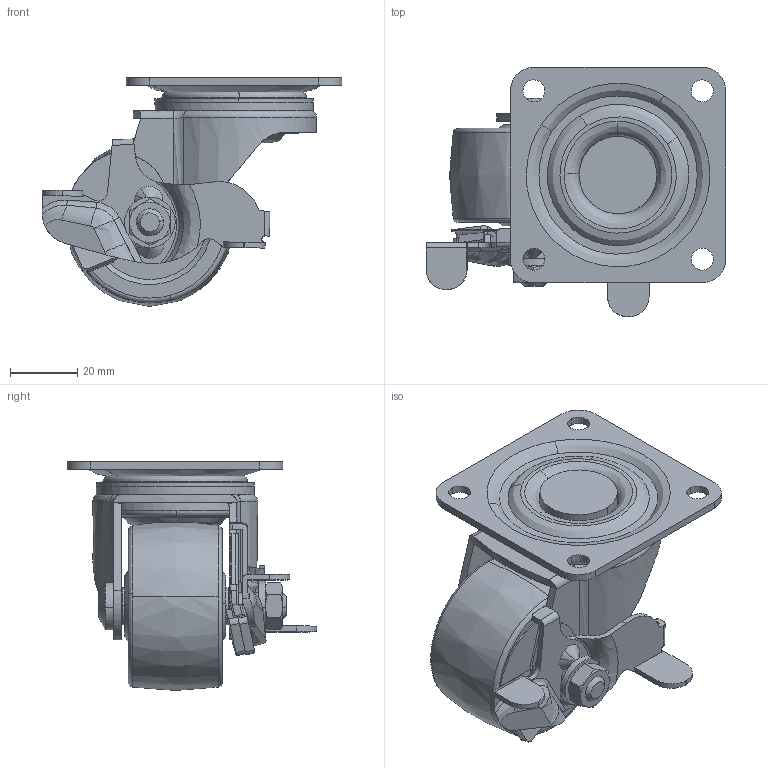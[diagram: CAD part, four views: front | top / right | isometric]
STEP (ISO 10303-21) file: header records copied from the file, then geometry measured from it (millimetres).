
FILE_DESCRIPTION((''),'2;1');
FILE_NAME('','2005-12-16T12:02:41',(''),(''),'','CADfix','');
FILE_SCHEMA(('AUTOMOTIVE_DESIGN'));
Length unit declared in the file: millimetre
Products named in the file (8): wheel; plate; mounting plate; main shaft; lever; body; axle; No_104ZHZS_21524_36
Assembly tree (7 placements, depth 2):
  No_104ZHZS_21524_36
    wheel
    plate
    mounting plate
    main shaft
    lever
    body
    axle
Bounding box: 88.99 x 74 x 68 mm (x, y, z)
Volume: 97119.3 mm3; surface area: 39633.6 mm2
Topology: 7 solids, 7 shells, 351 faces, 1042 edges, 720 vertices
Faces by surface type: bspline 351
Entity records: 14440 total; most frequent: CARTESIAN_POINT 8653, ORIENTED_EDGE 2072, EDGE_CURVE 1036, VERTEX_POINT 720, EDGE_LOOP 394, FACE_OUTER_BOUND 351, ADVANCED_FACE 351, QUASI_UNIFORM_CURVE 349
